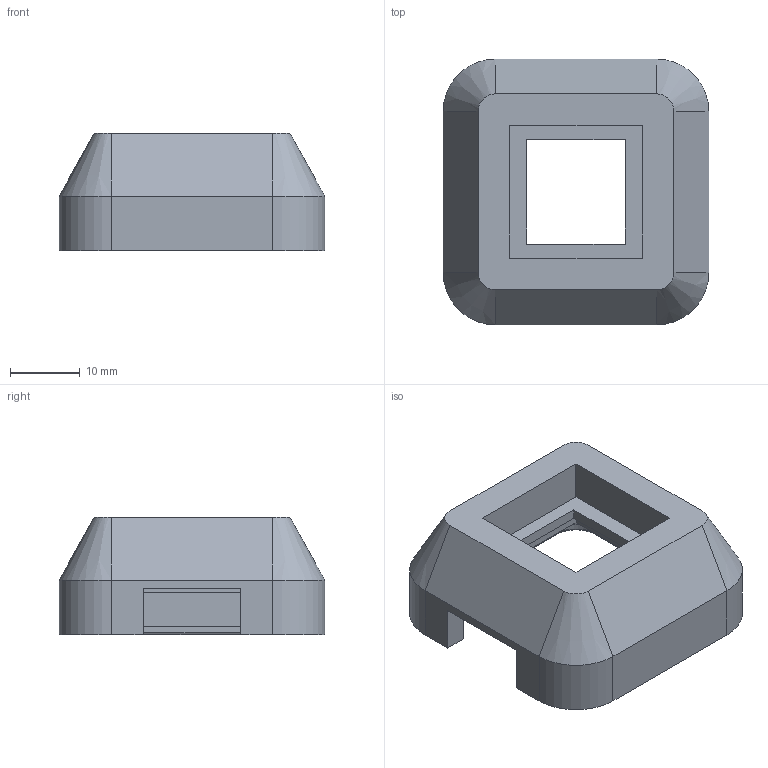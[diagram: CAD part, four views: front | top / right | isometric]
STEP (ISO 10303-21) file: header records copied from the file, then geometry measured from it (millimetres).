
FILE_DESCRIPTION(/* description */ (''),/* implementation_level */ '2;1');
FILE_NAME(/* name */ 'L1_Case 2 Part v5.step',/* time_stamp */ '2023-05-01T16:52:55-07:00',/* author */ (''),/* organization */ (''),/* preprocessor_version */ 'ST-DEVELOPER v19.2',/* originating_system */ 'Autodesk Translation Framework v12.4.0.73',/* authorisation */ '');
FILE_SCHEMA (('AUTOMOTIVE_DESIGN { 1 0 10303 214 3 1 1 }'));
Length unit declared in the file: millimetre
Products named in the file (1): L1_Case 2 Part
Bounding box: 38.1 x 38.1 x 16.8 mm (x, y, z)
Volume: 10628.9 mm3; surface area: 5603.5 mm2
Topology: 1 solids, 1 shells, 86 faces, 209 edges, 131 vertices
Faces by surface type: plane 50, cylinder 20, cone 12, torus 4
Full cylindrical faces by diameter (mm): 2.4 x4
Entity records: 2588 total; most frequent: CARTESIAN_POINT 466, DIRECTION 434, ORIENTED_EDGE 418, EDGE_CURVE 209, LINE 152, VECTOR 152, AXIS2_PLACEMENT_3D 141, VERTEX_POINT 131
